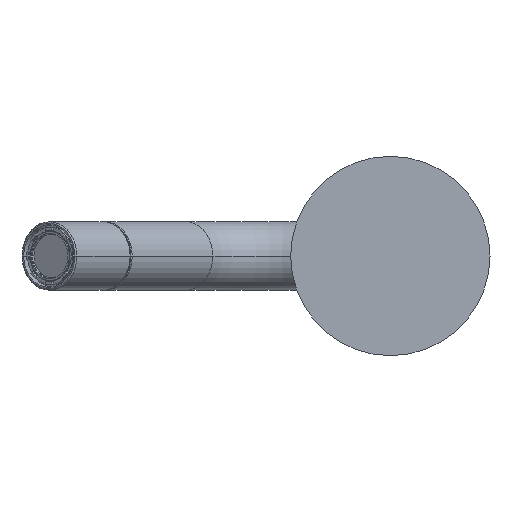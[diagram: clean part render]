
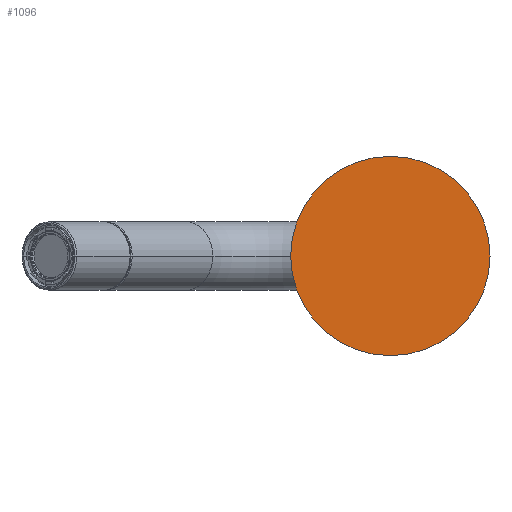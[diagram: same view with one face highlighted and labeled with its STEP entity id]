
A CAD part, front view. The second image highlights one B-rep face of the part: STEP entity #1096.
In plain terms, the highlighted planar face has unit normal (0, -1, 0).
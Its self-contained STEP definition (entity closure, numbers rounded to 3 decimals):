
#54 = CARTESIAN_POINT ( 'NONE',  ( 0., 0., 35. ) ) ;
#233 = VERTEX_POINT ( 'NONE', #992 ) ;
#234 = CARTESIAN_POINT ( 'NONE',  ( 0., 0., 0. ) ) ;
#607 = DIRECTION ( 'NONE',  ( 0., -1., 0. ) ) ;
#763 = EDGE_CURVE ( 'NONE', #3286, #233, #980, .T. ) ;
#775 = AXIS2_PLACEMENT_3D ( 'NONE', #860, #1990, #3101 ) ;
#860 = CARTESIAN_POINT ( 'NONE',  ( 0., 0., 0. ) ) ;
#980 = CIRCLE ( 'NONE', #3492, 35. ) ;
#992 = CARTESIAN_POINT ( 'NONE',  ( 0., 0., -35. ) ) ;
#1096 = ADVANCED_FACE ( 'NONE', ( #1292 ), #2406, .T. ) ;
#1292 = FACE_OUTER_BOUND ( 'NONE', #1843, .T. ) ;
#1366 = DIRECTION ( 'NONE',  ( 0., -1., 0. ) ) ;
#1743 = DIRECTION ( 'NONE',  ( 0., 0., -1. ) ) ;
#1843 = EDGE_LOOP ( 'NONE', ( #2387, #2417 ) ) ;
#1990 = DIRECTION ( 'NONE',  ( 0., -1., 0. ) ) ;
#2358 = CIRCLE ( 'NONE', #775, 35. ) ;
#2387 = ORIENTED_EDGE ( 'NONE', *, *, #2504, .T. ) ;
#2406 = PLANE ( 'NONE',  #3324 ) ;
#2417 = ORIENTED_EDGE ( 'NONE', *, *, #763, .T. ) ;
#2478 = DIRECTION ( 'NONE',  ( 0., 0., -1. ) ) ;
#2504 = EDGE_CURVE ( 'NONE', #233, #3286, #2358, .T. ) ;
#3101 = DIRECTION ( 'NONE',  ( 0., 0., -1. ) ) ;
#3286 = VERTEX_POINT ( 'NONE', #54 ) ;
#3324 = AXIS2_PLACEMENT_3D ( 'NONE', #3517, #607, #1743 ) ;
#3492 = AXIS2_PLACEMENT_3D ( 'NONE', #234, #1366, #2478 ) ;
#3517 = CARTESIAN_POINT ( 'NONE',  ( 0., 0., 0. ) ) ;
